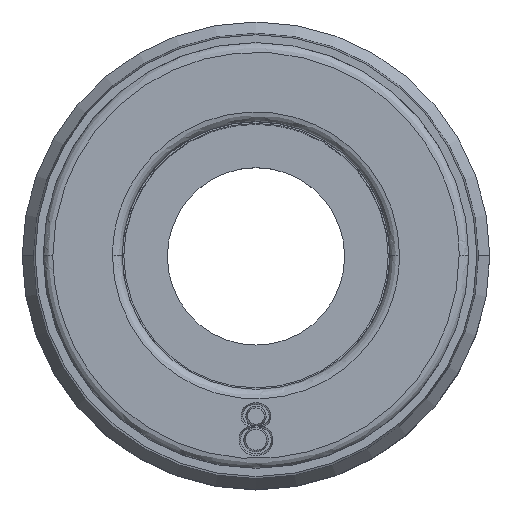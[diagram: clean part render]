
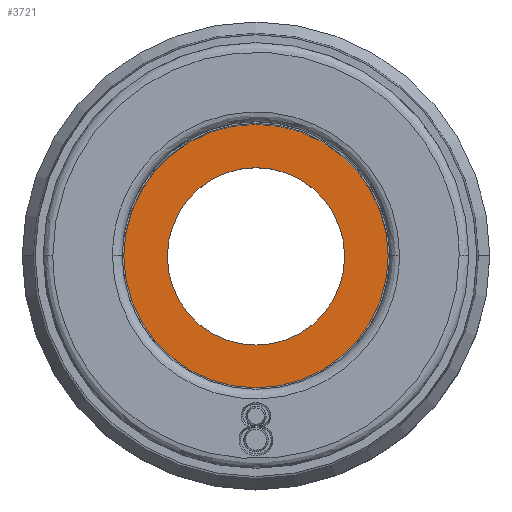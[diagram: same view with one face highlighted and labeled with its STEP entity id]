
A CAD part, top view. The second image highlights one B-rep face of the part: STEP entity #3721.
In plain terms, the highlighted planar face has unit normal (0, 0, 1).
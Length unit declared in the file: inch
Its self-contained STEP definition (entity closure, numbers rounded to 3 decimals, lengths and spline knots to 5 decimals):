
#57 = ORIENTED_EDGE ( 'NONE', *, *, #4439, .F. ) ;
#105 = VERTEX_POINT ( 'NONE', #2688 ) ;
#236 = DIRECTION ( 'NONE',  ( 0., 0., 1. ) ) ;
#464 = AXIS2_PLACEMENT_3D ( 'NONE', #1069, #236, #3324 ) ;
#525 = EDGE_CURVE ( 'NONE', #3003, #105, #2165, .T. ) ;
#535 = CARTESIAN_POINT ( 'NONE',  ( -0.10827, 0., 0.01969 ) ) ;
#624 = CIRCLE ( 'NONE', #1337, 0.10827 ) ;
#800 = DIRECTION ( 'NONE',  ( -1., 0., 0. ) ) ;
#814 = FACE_OUTER_BOUND ( 'NONE', #1950, .T. ) ;
#864 = DIRECTION ( 'NONE',  ( 1., 0., 0. ) ) ;
#957 = CIRCLE ( 'NONE', #4190, 0.16142 ) ;
#1069 = CARTESIAN_POINT ( 'NONE',  ( 0., 0., 0.01969 ) ) ;
#1122 = FACE_BOUND ( 'NONE', #3107, .T. ) ;
#1140 = CARTESIAN_POINT ( 'NONE',  ( 0., 0., 0.01969 ) ) ;
#1212 = CARTESIAN_POINT ( 'NONE',  ( 0.14764, 0., 0.01969 ) ) ;
#1238 = CARTESIAN_POINT ( 'NONE',  ( -0.16142, 0., 0.01969 ) ) ;
#1264 = DIRECTION ( 'NONE',  ( -1., 0., 0. ) ) ;
#1298 = EDGE_CURVE ( 'NONE', #3996, #2739, #957, .T. ) ;
#1337 = AXIS2_PLACEMENT_3D ( 'NONE', #3936, #1580, #864 ) ;
#1580 = DIRECTION ( 'NONE',  ( 0., 0., 1. ) ) ;
#1674 = EDGE_CURVE ( 'NONE', #2739, #3996, #3809, .T. ) ;
#1950 = EDGE_LOOP ( 'NONE', ( #4752, #4078 ) ) ;
#2165 = CIRCLE ( 'NONE', #464, 0.10827 ) ;
#2452 = CARTESIAN_POINT ( 'NONE',  ( 0., 0., 0.01969 ) ) ;
#2688 = CARTESIAN_POINT ( 'NONE',  ( 0.10827, 0., 0.01969 ) ) ;
#2739 = VERTEX_POINT ( 'NONE', #4709 ) ;
#3003 = VERTEX_POINT ( 'NONE', #535 ) ;
#3107 = EDGE_LOOP ( 'NONE', ( #57, #4146 ) ) ;
#3117 = AXIS2_PLACEMENT_3D ( 'NONE', #1212, #4687, #1264 ) ;
#3324 = DIRECTION ( 'NONE',  ( 1., 0., 0. ) ) ;
#3383 = DIRECTION ( 'NONE',  ( -1., 0., 0. ) ) ;
#3721 = ADVANCED_FACE ( 'NONE', ( #1122, #814 ), #3888, .F. ) ;
#3809 = CIRCLE ( 'NONE', #4896, 0.16142 ) ;
#3888 = PLANE ( 'NONE',  #3117 ) ;
#3936 = CARTESIAN_POINT ( 'NONE',  ( 0., 0., 0.01969 ) ) ;
#3996 = VERTEX_POINT ( 'NONE', #1238 ) ;
#4065 = DIRECTION ( 'NONE',  ( 0., 0., 1. ) ) ;
#4078 = ORIENTED_EDGE ( 'NONE', *, *, #1674, .T. ) ;
#4146 = ORIENTED_EDGE ( 'NONE', *, *, #525, .F. ) ;
#4190 = AXIS2_PLACEMENT_3D ( 'NONE', #2452, #4065, #3383 ) ;
#4439 = EDGE_CURVE ( 'NONE', #105, #3003, #624, .T. ) ;
#4606 = DIRECTION ( 'NONE',  ( 0., 0., 1. ) ) ;
#4687 = DIRECTION ( 'NONE',  ( 0., 0., -1. ) ) ;
#4709 = CARTESIAN_POINT ( 'NONE',  ( 0.16142, 0., 0.01969 ) ) ;
#4752 = ORIENTED_EDGE ( 'NONE', *, *, #1298, .T. ) ;
#4896 = AXIS2_PLACEMENT_3D ( 'NONE', #1140, #4606, #800 ) ;
